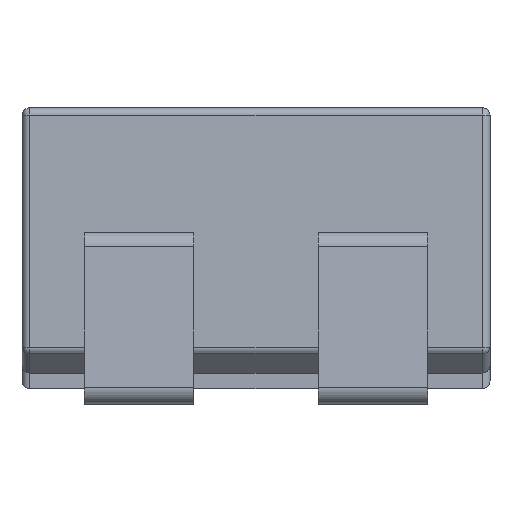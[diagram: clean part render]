
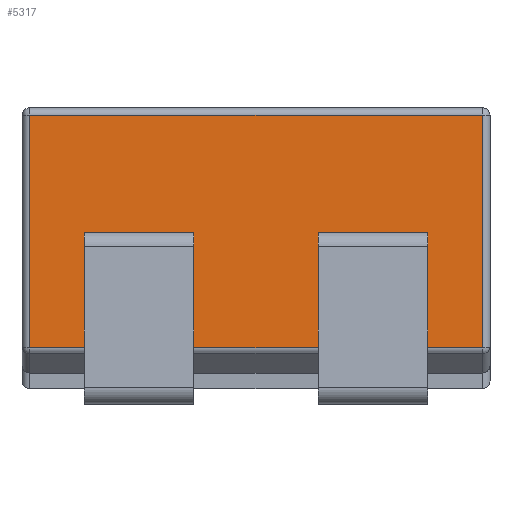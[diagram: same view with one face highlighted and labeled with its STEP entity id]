
A CAD part, left-side view. The second image highlights one B-rep face of the part: STEP entity #5317.
In plain terms, the highlighted planar face has unit normal (-0.999, 0, 0.038).
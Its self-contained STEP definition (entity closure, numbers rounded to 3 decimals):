
#3527 = CYLINDRICAL_SURFACE('',#3528,0.05);
#3528 = AXIS2_PLACEMENT_3D('',#3529,#3530,#3531);
#3529 = CARTESIAN_POINT('',(-1.439,1.5,0.36));
#3530 = DIRECTION('',(0.,-1.,0.));
#3531 = DIRECTION('',(-0.707,0.,
    -0.707));
#3609 = CYLINDRICAL_SURFACE('',#3610,0.05);
#3610 = AXIS2_PLACEMENT_3D('',#3611,#3612,#3613);
#3611 = CARTESIAN_POINT('',(-1.38,1.45,1.898));
#3612 = DIRECTION('',(-0.038,0.,
    -0.999));
#3613 = DIRECTION('',(0.,1.,0.));
#3866 = CYLINDRICAL_SURFACE('',#3867,0.05);
#3867 = AXIS2_PLACEMENT_3D('',#3868,#3869,#3870);
#3868 = CARTESIAN_POINT('',(-1.38,-1.45,1.898));
#3869 = DIRECTION('',(-0.038,0.,
    -0.999));
#3870 = DIRECTION('',(0.,-1.,0.));
#4272 = VERTEX_POINT('',#4273);
#4273 = CARTESIAN_POINT('',(-1.489,-1.45,0.362));
#4295 = EDGE_CURVE('',#4296,#4272,#4298,.T.);
#4296 = VERTEX_POINT('',#4297);
#4297 = CARTESIAN_POINT('',(-1.489,1.45,0.362));
#4298 = SURFACE_CURVE('',#4299,(#4303,#4310),.PCURVE_S1.);
#4299 = LINE('',#4300,#4301);
#4300 = CARTESIAN_POINT('',(-1.489,1.5,0.362));
#4301 = VECTOR('',#4302,1.);
#4302 = DIRECTION('',(0.,-1.,0.));
#4303 = PCURVE('',#3527,#4304);
#4304 = DEFINITIONAL_REPRESENTATION('',(#4305),#4309);
#4305 = LINE('',#4306,#4307);
#4306 = CARTESIAN_POINT('',(5.459,0.));
#4307 = VECTOR('',#4308,1.);
#4308 = DIRECTION('',(-0.,1.));
#4309 = ( GEOMETRIC_REPRESENTATION_CONTEXT(2) 
PARAMETRIC_REPRESENTATION_CONTEXT() REPRESENTATION_CONTEXT('2D SPACE',''
  ) );
#4310 = PCURVE('',#4311,#4316);
#4311 = PLANE('',#4312);
#4312 = AXIS2_PLACEMENT_3D('',#4313,#4314,#4315);
#4313 = CARTESIAN_POINT('',(-1.43,1.5,1.9));
#4314 = DIRECTION('',(0.999,0.,
    -0.038));
#4315 = DIRECTION('',(-0.038,0.,
    -0.999));
#4316 = DEFINITIONAL_REPRESENTATION('',(#4317),#4321);
#4317 = LINE('',#4318,#4319);
#4318 = CARTESIAN_POINT('',(1.539,0.));
#4319 = VECTOR('',#4320,1.);
#4320 = DIRECTION('',(0.,-1.));
#4321 = ( GEOMETRIC_REPRESENTATION_CONTEXT(2) 
PARAMETRIC_REPRESENTATION_CONTEXT() REPRESENTATION_CONTEXT('2D SPACE',''
  ) );
#4533 = EDGE_CURVE('',#4534,#4296,#4536,.T.);
#4534 = VERTEX_POINT('',#4535);
#4535 = CARTESIAN_POINT('',(-1.432,1.45,1.852));
#4536 = SURFACE_CURVE('',#4537,(#4541,#4548),.PCURVE_S1.);
#4537 = LINE('',#4538,#4539);
#4538 = CARTESIAN_POINT('',(-1.43,1.45,1.9));
#4539 = VECTOR('',#4540,1.);
#4540 = DIRECTION('',(-0.038,0.,
    -0.999));
#4541 = PCURVE('',#3609,#4542);
#4542 = DEFINITIONAL_REPRESENTATION('',(#4543),#4547);
#4543 = LINE('',#4544,#4545);
#4544 = CARTESIAN_POINT('',(4.712,0.));
#4545 = VECTOR('',#4546,1.);
#4546 = DIRECTION('',(-0.,1.));
#4547 = ( GEOMETRIC_REPRESENTATION_CONTEXT(2) 
PARAMETRIC_REPRESENTATION_CONTEXT() REPRESENTATION_CONTEXT('2D SPACE',''
  ) );
#4548 = PCURVE('',#4311,#4549);
#4549 = DEFINITIONAL_REPRESENTATION('',(#4550),#4554);
#4550 = LINE('',#4551,#4552);
#4551 = CARTESIAN_POINT('',(0.,-0.05));
#4552 = VECTOR('',#4553,1.);
#4553 = DIRECTION('',(1.,0.));
#4554 = ( GEOMETRIC_REPRESENTATION_CONTEXT(2) 
PARAMETRIC_REPRESENTATION_CONTEXT() REPRESENTATION_CONTEXT('2D SPACE',''
  ) );
#4904 = VERTEX_POINT('',#4905);
#4905 = CARTESIAN_POINT('',(-1.432,-1.45,1.852));
#4925 = EDGE_CURVE('',#4904,#4272,#4926,.T.);
#4926 = SURFACE_CURVE('',#4927,(#4931,#4938),.PCURVE_S1.);
#4927 = LINE('',#4928,#4929);
#4928 = CARTESIAN_POINT('',(-1.43,-1.45,1.9));
#4929 = VECTOR('',#4930,1.);
#4930 = DIRECTION('',(-0.038,0.,
    -0.999));
#4931 = PCURVE('',#3866,#4932);
#4932 = DEFINITIONAL_REPRESENTATION('',(#4933),#4937);
#4933 = LINE('',#4934,#4935);
#4934 = CARTESIAN_POINT('',(1.571,0.));
#4935 = VECTOR('',#4936,1.);
#4936 = DIRECTION('',(0.,1.));
#4937 = ( GEOMETRIC_REPRESENTATION_CONTEXT(2) 
PARAMETRIC_REPRESENTATION_CONTEXT() REPRESENTATION_CONTEXT('2D SPACE',''
  ) );
#4938 = PCURVE('',#4311,#4939);
#4939 = DEFINITIONAL_REPRESENTATION('',(#4940),#4944);
#4940 = LINE('',#4941,#4942);
#4941 = CARTESIAN_POINT('',(0.,-2.95));
#4942 = VECTOR('',#4943,1.);
#4943 = DIRECTION('',(1.,0.));
#4944 = ( GEOMETRIC_REPRESENTATION_CONTEXT(2) 
PARAMETRIC_REPRESENTATION_CONTEXT() REPRESENTATION_CONTEXT('2D SPACE',''
  ) );
#5317 = ADVANCED_FACE('',(#5318),#4311,.F.);
#5318 = FACE_BOUND('',#5319,.F.);
#5319 = EDGE_LOOP('',(#5320,#5346,#5347,#5348));
#5320 = ORIENTED_EDGE('',*,*,#5321,.T.);
#5321 = EDGE_CURVE('',#4534,#4904,#5322,.T.);
#5322 = SURFACE_CURVE('',#5323,(#5327,#5334),.PCURVE_S1.);
#5323 = LINE('',#5324,#5325);
#5324 = CARTESIAN_POINT('',(-1.432,1.5,1.852));
#5325 = VECTOR('',#5326,1.);
#5326 = DIRECTION('',(0.,-1.,0.));
#5327 = PCURVE('',#4311,#5328);
#5328 = DEFINITIONAL_REPRESENTATION('',(#5329),#5333);
#5329 = LINE('',#5330,#5331);
#5330 = CARTESIAN_POINT('',(0.048,0.));
#5331 = VECTOR('',#5332,1.);
#5332 = DIRECTION('',(0.,-1.));
#5333 = ( GEOMETRIC_REPRESENTATION_CONTEXT(2) 
PARAMETRIC_REPRESENTATION_CONTEXT() REPRESENTATION_CONTEXT('2D SPACE',''
  ) );
#5334 = PCURVE('',#5335,#5340);
#5335 = CYLINDRICAL_SURFACE('',#5336,0.05);
#5336 = AXIS2_PLACEMENT_3D('',#5337,#5338,#5339);
#5337 = CARTESIAN_POINT('',(-1.382,1.5,1.85));
#5338 = DIRECTION('',(0.,-1.,0.));
#5339 = DIRECTION('',(0.,0.,1.));
#5340 = DEFINITIONAL_REPRESENTATION('',(#5341),#5345);
#5341 = LINE('',#5342,#5343);
#5342 = CARTESIAN_POINT('',(1.532,0.));
#5343 = VECTOR('',#5344,1.);
#5344 = DIRECTION('',(0.,1.));
#5345 = ( GEOMETRIC_REPRESENTATION_CONTEXT(2) 
PARAMETRIC_REPRESENTATION_CONTEXT() REPRESENTATION_CONTEXT('2D SPACE',''
  ) );
#5346 = ORIENTED_EDGE('',*,*,#4925,.T.);
#5347 = ORIENTED_EDGE('',*,*,#4295,.F.);
#5348 = ORIENTED_EDGE('',*,*,#4533,.F.);
